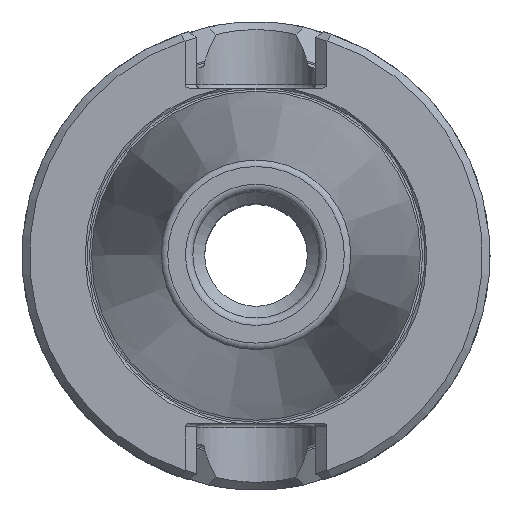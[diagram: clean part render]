
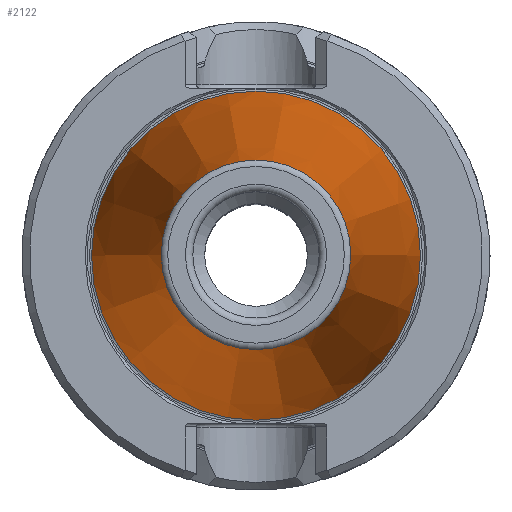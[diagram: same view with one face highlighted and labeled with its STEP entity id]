
A CAD part, top view. The second image highlights one B-rep face of the part: STEP entity #2122.
In plain terms, the highlighted conical face has half-angle 8.297 degrees and reference radius 12.396 mm.
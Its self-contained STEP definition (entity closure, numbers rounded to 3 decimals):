
#253=CONICAL_SURFACE('',#2261,12.396,0.145);
#330=ORIENTED_EDGE('',*,*,#690,.T.);
#331=ORIENTED_EDGE('',*,*,#689,.F.);
#689=EDGE_CURVE('',#884,#884,#1025,.F.);
#690=EDGE_CURVE('',#885,#885,#1026,.F.);
#884=VERTEX_POINT('',#2888);
#885=VERTEX_POINT('',#2891);
#1025=CIRCLE('',#2260,12.763);
#1026=CIRCLE('',#2262,22.149);
#1133=EDGE_LOOP('',(#330));
#1134=EDGE_LOOP('',(#331));
#1279=FACE_BOUND('',#1133,.T.);
#1280=FACE_BOUND('',#1134,.T.);
#2122=ADVANCED_FACE('',(#1279,#1280),#253,.T.);
#2260=AXIS2_PLACEMENT_3D('',#2887,#2506,#2507);
#2261=AXIS2_PLACEMENT_3D('',#2889,#2508,#2509);
#2262=AXIS2_PLACEMENT_3D('',#2890,#2510,#2511);
#2506=DIRECTION('',(0.,0.,-1.));
#2507=DIRECTION('',(-1.,0.,0.));
#2508=DIRECTION('',(0.,0.,-1.));
#2509=DIRECTION('',(-1.,0.,0.));
#2510=DIRECTION('',(0.,0.,-1.));
#2511=DIRECTION('',(-1.,0.,0.));
#2887=CARTESIAN_POINT('',(0.,0.,64.886));
#2888=CARTESIAN_POINT('',(-12.763,0.,64.886));
#2889=CARTESIAN_POINT('',(0.,0.,67.4));
#2890=CARTESIAN_POINT('',(0.,0.,0.524));
#2891=CARTESIAN_POINT('',(-22.149,0.,0.524));
